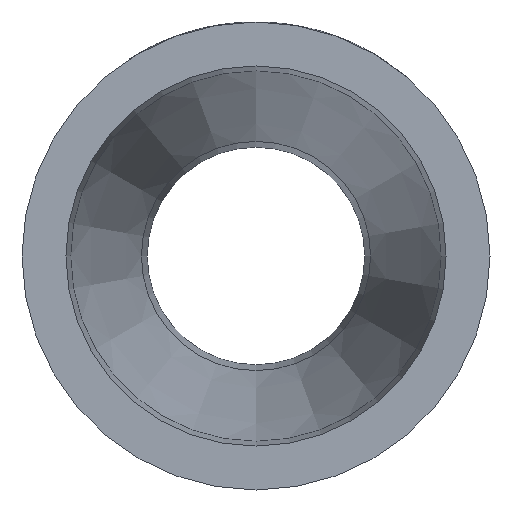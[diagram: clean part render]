
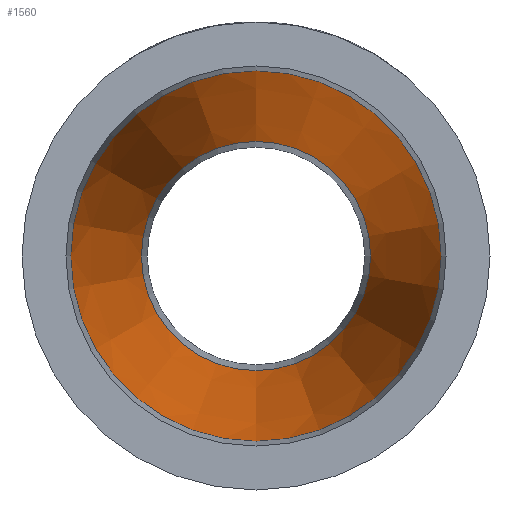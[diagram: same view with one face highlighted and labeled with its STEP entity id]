
A CAD part, front view. The second image highlights one B-rep face of the part: STEP entity #1560.
In plain terms, the highlighted conical face has half-angle 9.148 degrees and reference radius 8.434 mm.
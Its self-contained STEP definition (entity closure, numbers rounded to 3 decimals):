
#353 = EDGE_CURVE ( 'NONE', #2739, #2739, #2770, .T. ) ;
#687 = AXIS2_PLACEMENT_3D ( 'NONE', #2394, #8168, #3226 ) ;
#873 = CARTESIAN_POINT ( 'NONE',  ( 0., 28.693, -5.215 ) ) ;
#1465 = CIRCLE ( 'NONE', #687, 8.434 ) ;
#1560 = ADVANCED_FACE ( 'NONE', ( #2555, #7729 ), #2033, .F. ) ;
#2033 = CONICAL_SURFACE ( 'NONE', #10155, 8.434, 0.16 ) ;
#2128 = DIRECTION ( 'NONE',  ( 0., -1., 0. ) ) ;
#2223 = ORIENTED_EDGE ( 'NONE', *, *, #5027, .T. ) ;
#2394 = CARTESIAN_POINT ( 'NONE',  ( 0., 8.703, 0. ) ) ;
#2461 = AXIS2_PLACEMENT_3D ( 'NONE', #10290, #2128, #8660 ) ;
#2555 = FACE_BOUND ( 'NONE', #9693, .T. ) ;
#2739 = VERTEX_POINT ( 'NONE', #873 ) ;
#2770 = CIRCLE ( 'NONE', #2461, 5.215 ) ;
#3226 = DIRECTION ( 'NONE',  ( 0., 0., -1. ) ) ;
#3503 = CARTESIAN_POINT ( 'NONE',  ( 0., 8.703, 0. ) ) ;
#4963 = ORIENTED_EDGE ( 'NONE', *, *, #353, .F. ) ;
#5027 = EDGE_CURVE ( 'NONE', #5215, #5215, #1465, .T. ) ;
#5215 = VERTEX_POINT ( 'NONE', #7422 ) ;
#5869 = DIRECTION ( 'NONE',  ( 0., -1., 0. ) ) ;
#7422 = CARTESIAN_POINT ( 'NONE',  ( 0., 8.703, -8.434 ) ) ;
#7612 = EDGE_LOOP ( 'NONE', ( #2223 ) ) ;
#7729 = FACE_OUTER_BOUND ( 'NONE', #7612, .T. ) ;
#8168 = DIRECTION ( 'NONE',  ( 0., -1., 0. ) ) ;
#8660 = DIRECTION ( 'NONE',  ( 0., 0., -1. ) ) ;
#9233 = DIRECTION ( 'NONE',  ( 0., 0., -1. ) ) ;
#9693 = EDGE_LOOP ( 'NONE', ( #4963 ) ) ;
#10155 = AXIS2_PLACEMENT_3D ( 'NONE', #3503, #5869, #9233 ) ;
#10290 = CARTESIAN_POINT ( 'NONE',  ( 0., 28.693, 0. ) ) ;
